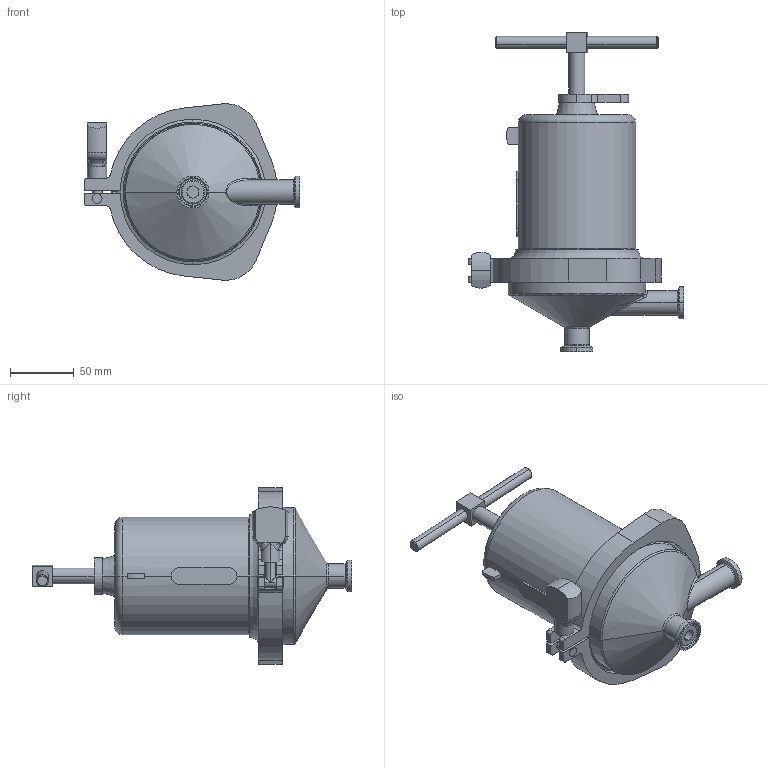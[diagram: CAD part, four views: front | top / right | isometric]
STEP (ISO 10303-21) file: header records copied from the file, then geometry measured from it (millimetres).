
FILE_DESCRIPTION (( 'STEP AP203' ), '1' );
FILE_NAME ('FB6C-050-6L.STEP', '2023-05-12T11:32:05', ( '' ), ( '' ), 'SwSTEP 2.0', 'SolidWorks 2022', '' );
FILE_SCHEMA (( 'CONFIG_CONTROL_DESIGN' ));
Length unit declared in the file: inch
Products named in the file (1): FB6C-050-6L
Bounding box: 168.66 x 249.68 x 137.94 mm (x, y, z)
Volume: 1244446.9 mm3; surface area: 109541.7 mm2
Topology: 2 solids, 2 shells, 194 faces, 475 edges, 290 vertices
Faces by surface type: cylinder 75, plane 49, torus 38, cone 24, bspline 8
Entity records: 6833 total; most frequent: CARTESIAN_POINT 2133, DIRECTION 1039, ORIENTED_EDGE 938, EDGE_CURVE 469, AXIS2_PLACEMENT_3D 425, VERTEX_POINT 290, CIRCLE 238, EDGE_LOOP 209
